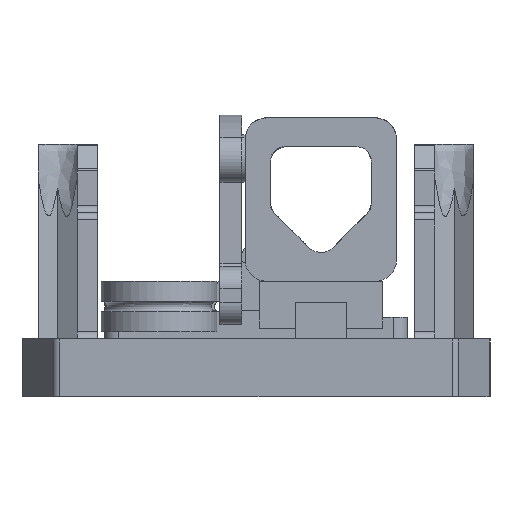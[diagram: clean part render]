
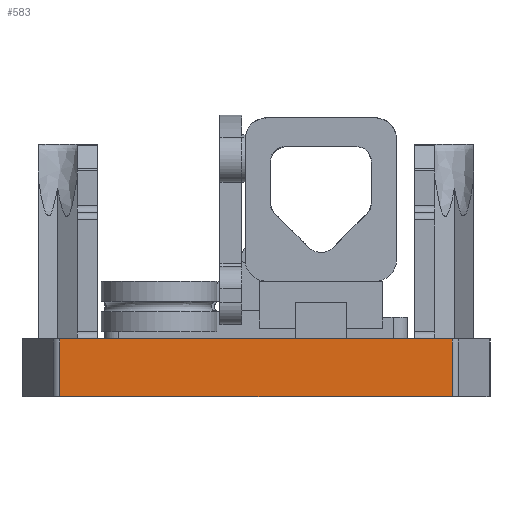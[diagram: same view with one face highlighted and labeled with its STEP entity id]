
A CAD part, front view. The second image highlights one B-rep face of the part: STEP entity #583.
In plain terms, the highlighted free-form (B-spline) face has degree [2, 1] with [3, 2] control points.
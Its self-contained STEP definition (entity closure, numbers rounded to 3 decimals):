
#583=ADVANCED_FACE('',(#986),#6782,.T.);
#986=FACE_OUTER_BOUND('',#1429,.T.);
#1429=EDGE_LOOP('',(#2814,#2815,#2816,#2817));
#2814=ORIENTED_EDGE('',*,*,#4428,.T.);
#2815=ORIENTED_EDGE('',*,*,#4429,.T.);
#2816=ORIENTED_EDGE('',*,*,#4430,.F.);
#2817=ORIENTED_EDGE('',*,*,#4426,.F.);
#4426=EDGE_CURVE('',#6200,#6201,#5410,.T.);
#4428=EDGE_CURVE('',#6200,#6202,#5412,.T.);
#4429=EDGE_CURVE('',#6202,#6203,#5413,.T.);
#4430=EDGE_CURVE('',#6201,#6203,#5414,.T.);
#5410=(
BOUNDED_CURVE()
B_SPLINE_CURVE(1,(#11965,#11966),.UNSPECIFIED.,.F.,.F.)
B_SPLINE_CURVE_WITH_KNOTS((2,2),(0.,8.),.UNSPECIFIED.)
CURVE()
GEOMETRIC_REPRESENTATION_ITEM()
RATIONAL_B_SPLINE_CURVE((1.,1.))
REPRESENTATION_ITEM('')
);
#5412=(
BOUNDED_CURVE()
B_SPLINE_CURVE(2,(#11970,#11971,#11972),.UNSPECIFIED.,.F.,.F.)
B_SPLINE_CURVE_WITH_KNOTS((3,3),(-1193.062,-1138.595),
 .UNSPECIFIED.)
CURVE()
GEOMETRIC_REPRESENTATION_ITEM()
RATIONAL_B_SPLINE_CURVE((1.,1.,1.))
REPRESENTATION_ITEM('')
);
#5413=(
BOUNDED_CURVE()
B_SPLINE_CURVE(1,(#11973,#11974),.UNSPECIFIED.,.F.,.F.)
B_SPLINE_CURVE_WITH_KNOTS((2,2),(0.,8.),.UNSPECIFIED.)
CURVE()
GEOMETRIC_REPRESENTATION_ITEM()
RATIONAL_B_SPLINE_CURVE((1.,1.))
REPRESENTATION_ITEM('')
);
#5414=(
BOUNDED_CURVE()
B_SPLINE_CURVE(2,(#11975,#11976,#11977),.UNSPECIFIED.,.F.,.F.)
B_SPLINE_CURVE_WITH_KNOTS((3,3),(-1193.062,-1138.595),
 .UNSPECIFIED.)
CURVE()
GEOMETRIC_REPRESENTATION_ITEM()
RATIONAL_B_SPLINE_CURVE((1.,1.,1.))
REPRESENTATION_ITEM('')
);
#6200=VERTEX_POINT('',#11736);
#6201=VERTEX_POINT('',#11737);
#6202=VERTEX_POINT('',#11738);
#6203=VERTEX_POINT('',#11739);
#6782=(
BOUNDED_SURFACE()
B_SPLINE_SURFACE(2,1,((#10939,#10940),(#10941,#10942),(#10943,#10944)),
 .UNSPECIFIED.,.F.,.F.,.F.)
B_SPLINE_SURFACE_WITH_KNOTS((3,3),(2,2),(-1193.062,-1138.595),
(0.,8.),.UNSPECIFIED.)
GEOMETRIC_REPRESENTATION_ITEM()
RATIONAL_B_SPLINE_SURFACE(((1.,1.),(1.,1.),(1.,1.)))
REPRESENTATION_ITEM('')
SURFACE()
);
#10939=CARTESIAN_POINT('',(-27.234,-21.83,-8.));
#10940=CARTESIAN_POINT('',(-27.234,-21.83,0.));
#10941=CARTESIAN_POINT('',(0.,-21.83,-8.));
#10942=CARTESIAN_POINT('',(0.,-21.83,0.));
#10943=CARTESIAN_POINT('',(27.234,-21.83,-8.));
#10944=CARTESIAN_POINT('',(27.234,-21.83,0.));
#11736=CARTESIAN_POINT('',(-27.234,-21.83,-8.));
#11737=CARTESIAN_POINT('',(-27.234,-21.83,0.));
#11738=CARTESIAN_POINT('',(27.234,-21.83,-8.));
#11739=CARTESIAN_POINT('',(27.234,-21.83,0.));
#11965=CARTESIAN_POINT('',(-27.234,-21.83,-8.));
#11966=CARTESIAN_POINT('',(-27.234,-21.83,0.));
#11970=CARTESIAN_POINT('',(-27.234,-21.83,-8.));
#11971=CARTESIAN_POINT('',(0.,-21.83,-8.));
#11972=CARTESIAN_POINT('',(27.234,-21.83,-8.));
#11973=CARTESIAN_POINT('',(27.234,-21.83,-8.));
#11974=CARTESIAN_POINT('',(27.234,-21.83,0.));
#11975=CARTESIAN_POINT('',(-27.234,-21.83,0.));
#11976=CARTESIAN_POINT('',(0.,-21.83,0.));
#11977=CARTESIAN_POINT('',(27.234,-21.83,0.));
